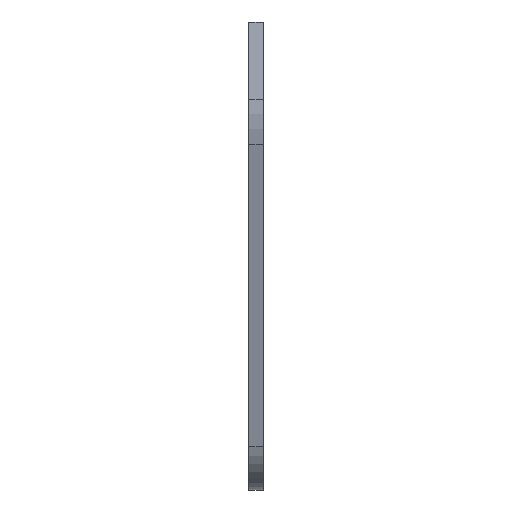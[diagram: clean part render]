
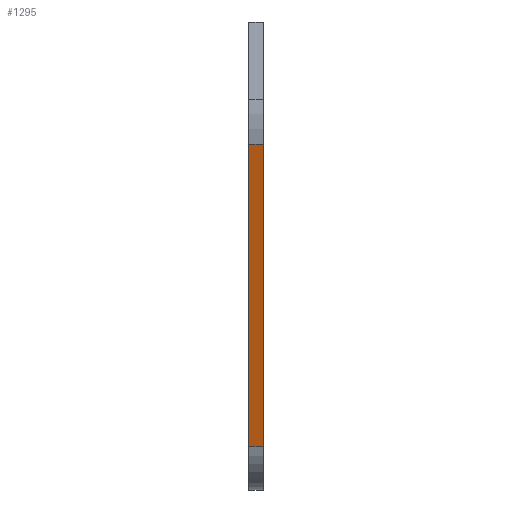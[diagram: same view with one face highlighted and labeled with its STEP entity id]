
A CAD part, left-side view. The second image highlights one B-rep face of the part: STEP entity #1295.
In plain terms, the highlighted planar face has unit normal (-0.959, 0, -0.285).
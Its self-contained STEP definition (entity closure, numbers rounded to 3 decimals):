
#102=PLANE('',#1461);
#159=FACE_OUTER_BOUND('',#295,.T.);
#295=EDGE_LOOP('',(#1165,#1166,#1167,#1168));
#367=LINE('',#2148,#449);
#372=LINE('',#2174,#454);
#379=LINE('',#2194,#461);
#380=LINE('',#2196,#462);
#449=VECTOR('',#1787,10.);
#454=VECTOR('',#1812,10.);
#461=VECTOR('',#1835,10.);
#462=VECTOR('',#1838,10.);
#657=VERTEX_POINT('',#2145);
#658=VERTEX_POINT('',#2147);
#668=VERTEX_POINT('',#2171);
#669=VERTEX_POINT('',#2173);
#818=EDGE_CURVE('',#658,#657,#367,.T.);
#832=EDGE_CURVE('',#669,#668,#372,.T.);
#843=EDGE_CURVE('',#658,#668,#379,.T.);
#844=EDGE_CURVE('',#669,#657,#380,.T.);
#1165=ORIENTED_EDGE('',*,*,#843,.F.);
#1166=ORIENTED_EDGE('',*,*,#818,.T.);
#1167=ORIENTED_EDGE('',*,*,#844,.F.);
#1168=ORIENTED_EDGE('',*,*,#832,.T.);
#1295=ADVANCED_FACE('',(#159),#102,.T.);
#1461=AXIS2_PLACEMENT_3D('',#2195,#1836,#1837);
#1787=DIRECTION('',(-0.285,0.,0.959));
#1812=DIRECTION('',(0.285,0.,-0.959));
#1835=DIRECTION('',(0.,1.,0.));
#1836=DIRECTION('center_axis',(-0.959,0.,-0.285));
#1837=DIRECTION('ref_axis',(-0.285,0.,0.959));
#1838=DIRECTION('',(0.,-1.,0.));
#2145=CARTESIAN_POINT('',(-82.561,8.636,-1.274));
#2147=CARTESIAN_POINT('',(-67.616,8.636,-51.618));
#2148=CARTESIAN_POINT('',(-65.492,8.636,-58.772));
#2171=CARTESIAN_POINT('',(-67.616,11.036,-51.618));
#2173=CARTESIAN_POINT('',(-82.561,11.036,-1.274));
#2174=CARTESIAN_POINT('',(-74.722,11.036,-27.682));
#2194=CARTESIAN_POINT('',(-67.616,8.636,-51.618));
#2195=CARTESIAN_POINT('Origin',(-65.492,8.636,-58.772));
#2196=CARTESIAN_POINT('',(-82.561,8.636,-1.274));
